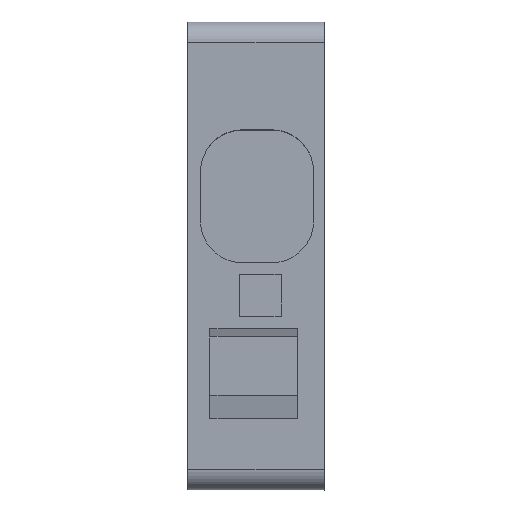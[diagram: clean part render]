
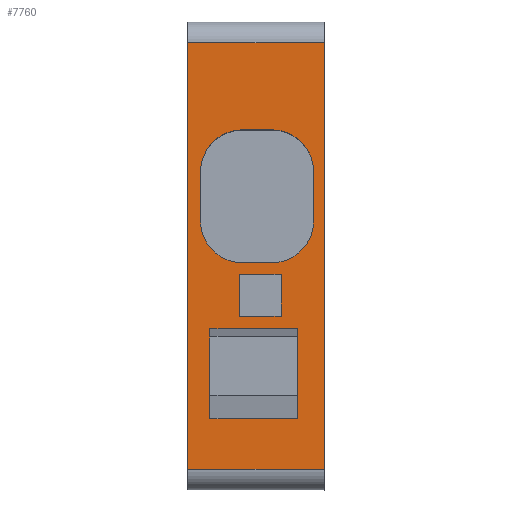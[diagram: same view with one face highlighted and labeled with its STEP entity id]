
A CAD part, top view. The second image highlights one B-rep face of the part: STEP entity #7760.
In plain terms, the highlighted planar face has unit normal (0, 0, 1).
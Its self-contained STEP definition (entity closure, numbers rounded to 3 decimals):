
#7606=AXIS2_PLACEMENT_3D('Plane Axis2P3D',#7603,#7604,#7605) ;
#7671=AXIS2_PLACEMENT_3D('Circle Axis2P3D',#7669,#7670,$) ;
#7685=AXIS2_PLACEMENT_3D('Circle Axis2P3D',#7683,#7684,$) ;
#7699=AXIS2_PLACEMENT_3D('Circle Axis2P3D',#7697,#7698,$) ;
#7713=AXIS2_PLACEMENT_3D('Circle Axis2P3D',#7711,#7712,$) ;
#3168=CARTESIAN_POINT('Vertex',(0.,1.,47.312)) ;
#3171=CARTESIAN_POINT('Line Origine',(0.,11.171,47.312)) ;
#3175=CARTESIAN_POINT('Vertex',(0.,21.342,47.313)) ;
#7588=CARTESIAN_POINT('Vertex',(6.5,1.,47.312)) ;
#7591=CARTESIAN_POINT('Line Origine',(6.5,1.,47.312)) ;
#7603=CARTESIAN_POINT('Axis2P3D Location',(6.5,21.342,47.313)) ;
#7608=CARTESIAN_POINT('Line Origine',(6.5,11.171,47.312)) ;
#7612=CARTESIAN_POINT('Vertex',(6.5,21.342,47.313)) ;
#7615=CARTESIAN_POINT('Line Origine',(3.25,21.342,47.313)) ;
#7626=CARTESIAN_POINT('Line Origine',(3.15,7.688,47.312)) ;
#7630=CARTESIAN_POINT('Vertex',(5.25,7.688,47.312)) ;
#7632=CARTESIAN_POINT('Vertex',(1.05,7.688,47.312)) ;
#7635=CARTESIAN_POINT('Line Origine',(5.25,5.543,47.312)) ;
#7639=CARTESIAN_POINT('Vertex',(5.25,3.397,47.312)) ;
#7642=CARTESIAN_POINT('Line Origine',(3.15,3.397,47.312)) ;
#7646=CARTESIAN_POINT('Vertex',(1.05,3.397,47.312)) ;
#7649=CARTESIAN_POINT('Line Origine',(1.05,5.543,47.312)) ;
#7660=CARTESIAN_POINT('Line Origine',(0.6,14.02,47.313)) ;
#7664=CARTESIAN_POINT('Vertex',(0.6,15.195,47.313)) ;
#7666=CARTESIAN_POINT('Vertex',(0.6,12.845,47.313)) ;
#7669=CARTESIAN_POINT('Axis2P3D Location',(2.6,15.195,47.313)) ;
#7673=CARTESIAN_POINT('Vertex',(2.6,17.195,47.313)) ;
#7676=CARTESIAN_POINT('Line Origine',(3.3,17.195,47.313)) ;
#7680=CARTESIAN_POINT('Vertex',(4.,17.195,47.313)) ;
#7683=CARTESIAN_POINT('Axis2P3D Location',(4.,15.195,47.313)) ;
#7687=CARTESIAN_POINT('Vertex',(6.,15.195,47.313)) ;
#7690=CARTESIAN_POINT('Line Origine',(6.,14.02,47.313)) ;
#7694=CARTESIAN_POINT('Vertex',(6.,12.845,47.313)) ;
#7697=CARTESIAN_POINT('Axis2P3D Location',(4.,12.845,47.313)) ;
#7701=CARTESIAN_POINT('Vertex',(4.,10.845,47.312)) ;
#7704=CARTESIAN_POINT('Line Origine',(3.3,10.845,47.312)) ;
#7708=CARTESIAN_POINT('Vertex',(2.6,10.845,47.312)) ;
#7711=CARTESIAN_POINT('Axis2P3D Location',(2.6,12.845,47.313)) ;
#7726=CARTESIAN_POINT('Line Origine',(3.45,10.292,47.312)) ;
#7730=CARTESIAN_POINT('Vertex',(4.45,10.292,47.312)) ;
#7732=CARTESIAN_POINT('Vertex',(2.45,10.292,47.312)) ;
#7735=CARTESIAN_POINT('Line Origine',(4.45,9.292,47.312)) ;
#7739=CARTESIAN_POINT('Vertex',(4.45,8.292,47.312)) ;
#7742=CARTESIAN_POINT('Line Origine',(3.45,8.292,47.312)) ;
#7746=CARTESIAN_POINT('Vertex',(2.45,8.292,47.312)) ;
#7749=CARTESIAN_POINT('Line Origine',(2.45,9.292,47.312)) ;
#3172=DIRECTION('Vector Direction',(0.,-1.,0.)) ;
#7592=DIRECTION('Vector Direction',(1.,0.,0.)) ;
#7604=DIRECTION('Axis2P3D Direction',(0.,0.,-1.)) ;
#7605=DIRECTION('Axis2P3D XDirection',(0.,1.,0.)) ;
#7609=DIRECTION('Vector Direction',(0.,-1.,0.)) ;
#7616=DIRECTION('Vector Direction',(1.,0.,0.)) ;
#7627=DIRECTION('Vector Direction',(-1.,0.,0.)) ;
#7636=DIRECTION('Vector Direction',(0.,-1.,0.)) ;
#7643=DIRECTION('Vector Direction',(1.,0.,0.)) ;
#7650=DIRECTION('Vector Direction',(0.,-1.,0.)) ;
#7661=DIRECTION('Vector Direction',(0.,-1.,0.)) ;
#7670=DIRECTION('Axis2P3D Direction',(0.,0.,-1.)) ;
#7677=DIRECTION('Vector Direction',(-1.,0.,0.)) ;
#7684=DIRECTION('Axis2P3D Direction',(0.,0.,-1.)) ;
#7691=DIRECTION('Vector Direction',(0.,1.,0.)) ;
#7698=DIRECTION('Axis2P3D Direction',(0.,0.,-1.)) ;
#7705=DIRECTION('Vector Direction',(1.,0.,0.)) ;
#7712=DIRECTION('Axis2P3D Direction',(0.,0.,-1.)) ;
#7727=DIRECTION('Vector Direction',(-1.,0.,0.)) ;
#7736=DIRECTION('Vector Direction',(0.,1.,0.)) ;
#7743=DIRECTION('Vector Direction',(1.,0.,0.)) ;
#7750=DIRECTION('Vector Direction',(0.,-1.,0.)) ;
#3173=VECTOR('Line Direction',#3172,1.) ;
#7593=VECTOR('Line Direction',#7592,1.) ;
#7610=VECTOR('Line Direction',#7609,1.) ;
#7617=VECTOR('Line Direction',#7616,1.) ;
#7628=VECTOR('Line Direction',#7627,1.) ;
#7637=VECTOR('Line Direction',#7636,1.) ;
#7644=VECTOR('Line Direction',#7643,1.) ;
#7651=VECTOR('Line Direction',#7650,1.) ;
#7662=VECTOR('Line Direction',#7661,1.) ;
#7678=VECTOR('Line Direction',#7677,1.) ;
#7692=VECTOR('Line Direction',#7691,1.) ;
#7706=VECTOR('Line Direction',#7705,1.) ;
#7728=VECTOR('Line Direction',#7727,1.) ;
#7737=VECTOR('Line Direction',#7736,1.) ;
#7744=VECTOR('Line Direction',#7743,1.) ;
#7751=VECTOR('Line Direction',#7750,1.) ;
#7621=ORIENTED_EDGE('',*,*,#3177,.T.) ;
#7622=ORIENTED_EDGE('',*,*,#7595,.F.) ;
#7623=ORIENTED_EDGE('',*,*,#7614,.F.) ;
#7624=ORIENTED_EDGE('',*,*,#7619,.T.) ;
#7655=ORIENTED_EDGE('',*,*,#7634,.F.) ;
#7656=ORIENTED_EDGE('',*,*,#7641,.T.) ;
#7657=ORIENTED_EDGE('',*,*,#7648,.F.) ;
#7658=ORIENTED_EDGE('',*,*,#7653,.F.) ;
#7717=ORIENTED_EDGE('',*,*,#7668,.F.) ;
#7718=ORIENTED_EDGE('',*,*,#7675,.F.) ;
#7719=ORIENTED_EDGE('',*,*,#7682,.F.) ;
#7720=ORIENTED_EDGE('',*,*,#7689,.F.) ;
#7721=ORIENTED_EDGE('',*,*,#7696,.F.) ;
#7722=ORIENTED_EDGE('',*,*,#7703,.F.) ;
#7723=ORIENTED_EDGE('',*,*,#7710,.F.) ;
#7724=ORIENTED_EDGE('',*,*,#7715,.F.) ;
#7755=ORIENTED_EDGE('',*,*,#7734,.F.) ;
#7756=ORIENTED_EDGE('',*,*,#7741,.F.) ;
#7757=ORIENTED_EDGE('',*,*,#7748,.F.) ;
#7758=ORIENTED_EDGE('',*,*,#7753,.F.) ;
#7659=FACE_BOUND('',#7654,.T.) ;
#7725=FACE_BOUND('',#7716,.T.) ;
#7759=FACE_BOUND('',#7754,.T.) ;
#7760=ADVANCED_FACE('ZP 4/1AN',(#7625,#7659,#7725,#7759),#7607,.F.) ;
#7672=CIRCLE('generated circle',#7671,2.) ;
#7686=CIRCLE('generated circle',#7685,2.) ;
#7700=CIRCLE('generated circle',#7699,2.) ;
#7714=CIRCLE('generated circle',#7713,2.) ;
#3177=EDGE_CURVE('',#3176,#3169,#3174,.T.) ;
#7595=EDGE_CURVE('',#7589,#3169,#7594,.F.) ;
#7614=EDGE_CURVE('',#7613,#7589,#7611,.T.) ;
#7619=EDGE_CURVE('',#7613,#3176,#7618,.F.) ;
#7634=EDGE_CURVE('',#7631,#7633,#7629,.T.) ;
#7641=EDGE_CURVE('',#7631,#7640,#7638,.T.) ;
#7648=EDGE_CURVE('',#7647,#7640,#7645,.T.) ;
#7653=EDGE_CURVE('',#7633,#7647,#7652,.T.) ;
#7668=EDGE_CURVE('',#7665,#7667,#7663,.T.) ;
#7675=EDGE_CURVE('',#7674,#7665,#7672,.F.) ;
#7682=EDGE_CURVE('',#7681,#7674,#7679,.T.) ;
#7689=EDGE_CURVE('',#7688,#7681,#7686,.F.) ;
#7696=EDGE_CURVE('',#7695,#7688,#7693,.T.) ;
#7703=EDGE_CURVE('',#7702,#7695,#7700,.F.) ;
#7710=EDGE_CURVE('',#7709,#7702,#7707,.T.) ;
#7715=EDGE_CURVE('',#7667,#7709,#7714,.F.) ;
#7734=EDGE_CURVE('',#7731,#7733,#7729,.T.) ;
#7741=EDGE_CURVE('',#7740,#7731,#7738,.T.) ;
#7748=EDGE_CURVE('',#7747,#7740,#7745,.T.) ;
#7753=EDGE_CURVE('',#7733,#7747,#7752,.T.) ;
#7620=EDGE_LOOP('',(#7621,#7622,#7623,#7624)) ;
#7654=EDGE_LOOP('',(#7655,#7656,#7657,#7658)) ;
#7716=EDGE_LOOP('',(#7717,#7718,#7719,#7720,#7721,#7722,#7723,#7724)) ;
#7754=EDGE_LOOP('',(#7755,#7756,#7757,#7758)) ;
#7625=FACE_OUTER_BOUND('',#7620,.T.) ;
#3174=LINE('Line',#3171,#3173) ;
#7594=LINE('Line',#7591,#7593) ;
#7611=LINE('Line',#7608,#7610) ;
#7618=LINE('Line',#7615,#7617) ;
#7629=LINE('Line',#7626,#7628) ;
#7638=LINE('Line',#7635,#7637) ;
#7645=LINE('Line',#7642,#7644) ;
#7652=LINE('Line',#7649,#7651) ;
#7663=LINE('Line',#7660,#7662) ;
#7679=LINE('Line',#7676,#7678) ;
#7693=LINE('Line',#7690,#7692) ;
#7707=LINE('Line',#7704,#7706) ;
#7729=LINE('Line',#7726,#7728) ;
#7738=LINE('Line',#7735,#7737) ;
#7745=LINE('Line',#7742,#7744) ;
#7752=LINE('Line',#7749,#7751) ;
#7607=PLANE('',#7606) ;
#3169=VERTEX_POINT('',#3168) ;
#3176=VERTEX_POINT('',#3175) ;
#7589=VERTEX_POINT('',#7588) ;
#7613=VERTEX_POINT('',#7612) ;
#7631=VERTEX_POINT('',#7630) ;
#7633=VERTEX_POINT('',#7632) ;
#7640=VERTEX_POINT('',#7639) ;
#7647=VERTEX_POINT('',#7646) ;
#7665=VERTEX_POINT('',#7664) ;
#7667=VERTEX_POINT('',#7666) ;
#7674=VERTEX_POINT('',#7673) ;
#7681=VERTEX_POINT('',#7680) ;
#7688=VERTEX_POINT('',#7687) ;
#7695=VERTEX_POINT('',#7694) ;
#7702=VERTEX_POINT('',#7701) ;
#7709=VERTEX_POINT('',#7708) ;
#7731=VERTEX_POINT('',#7730) ;
#7733=VERTEX_POINT('',#7732) ;
#7740=VERTEX_POINT('',#7739) ;
#7747=VERTEX_POINT('',#7746) ;
